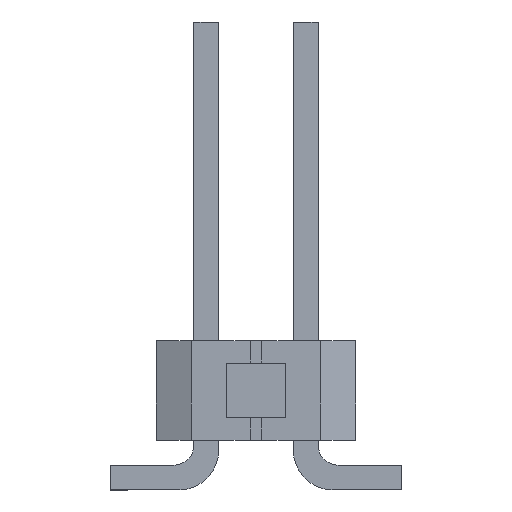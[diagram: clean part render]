
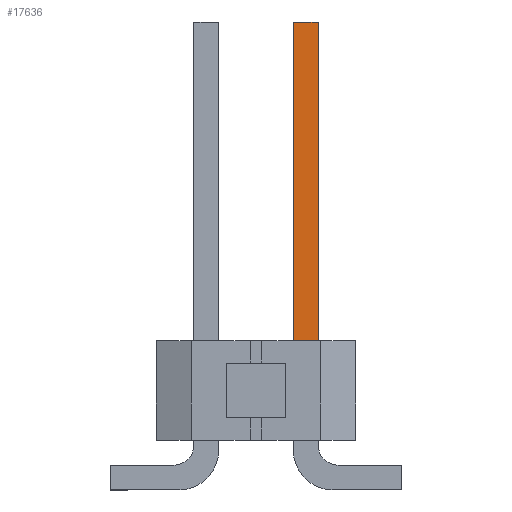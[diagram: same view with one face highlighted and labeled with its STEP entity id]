
A CAD part, left-side view. The second image highlights one B-rep face of the part: STEP entity #17636.
In plain terms, the highlighted planar face has unit normal (-1, 0, 0).
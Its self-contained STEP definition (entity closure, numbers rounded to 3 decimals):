
#13498 = VERTEX_POINT('',#13499);
#13499 = CARTESIAN_POINT('',(-0.298,0.872,2.668));
#13505 = EDGE_CURVE('',#13506,#13498,#13508,.T.);
#13506 = VERTEX_POINT('',#13507);
#13507 = CARTESIAN_POINT('',(-0.298,1.507,2.668));
#13508 = LINE('',#13509,#13510);
#13509 = CARTESIAN_POINT('',(-0.298,0.491,2.668));
#13510 = VECTOR('',#13511,1.);
#13511 = DIRECTION('',(0.,-1.,0.));
#14457 = VERTEX_POINT('',#14458);
#14458 = CARTESIAN_POINT('',(-0.298,1.507,11.939));
#14464 = EDGE_CURVE('',#14457,#14465,#14467,.T.);
#14465 = VERTEX_POINT('',#14466);
#14466 = CARTESIAN_POINT('',(-0.298,0.872,11.939));
#14467 = LINE('',#14468,#14469);
#14468 = CARTESIAN_POINT('',(-0.298,1.507,11.939));
#14469 = VECTOR('',#14470,1.);
#14470 = DIRECTION('',(0.,-1.,0.));
#14524 = EDGE_CURVE('',#13506,#14457,#14525,.T.);
#14525 = LINE('',#14526,#14527);
#14526 = CARTESIAN_POINT('',(-0.298,1.507,1.017));
#14527 = VECTOR('',#14528,1.);
#14528 = DIRECTION('',(0.,0.,1.));
#16609 = EDGE_CURVE('',#14465,#13498,#16610,.T.);
#16610 = LINE('',#16611,#16612);
#16611 = CARTESIAN_POINT('',(-0.298,0.872,11.939));
#16612 = VECTOR('',#16613,1.);
#16613 = DIRECTION('',(0.,0.,-1.));
#17636 = ADVANCED_FACE('',(#17637),#17643,.F.);
#17637 = FACE_BOUND('',#17638,.T.);
#17638 = EDGE_LOOP('',(#17639,#17640,#17641,#17642));
#17639 = ORIENTED_EDGE('',*,*,#14524,.F.);
#17640 = ORIENTED_EDGE('',*,*,#13505,.T.);
#17641 = ORIENTED_EDGE('',*,*,#16609,.F.);
#17642 = ORIENTED_EDGE('',*,*,#14464,.F.);
#17643 = PLANE('',#17644);
#17644 = AXIS2_PLACEMENT_3D('',#17645,#17646,#17647);
#17645 = CARTESIAN_POINT('',(-0.298,0.491,1.017));
#17646 = DIRECTION('',(1.,0.,0.));
#17647 = DIRECTION('',(0.,1.,0.));
